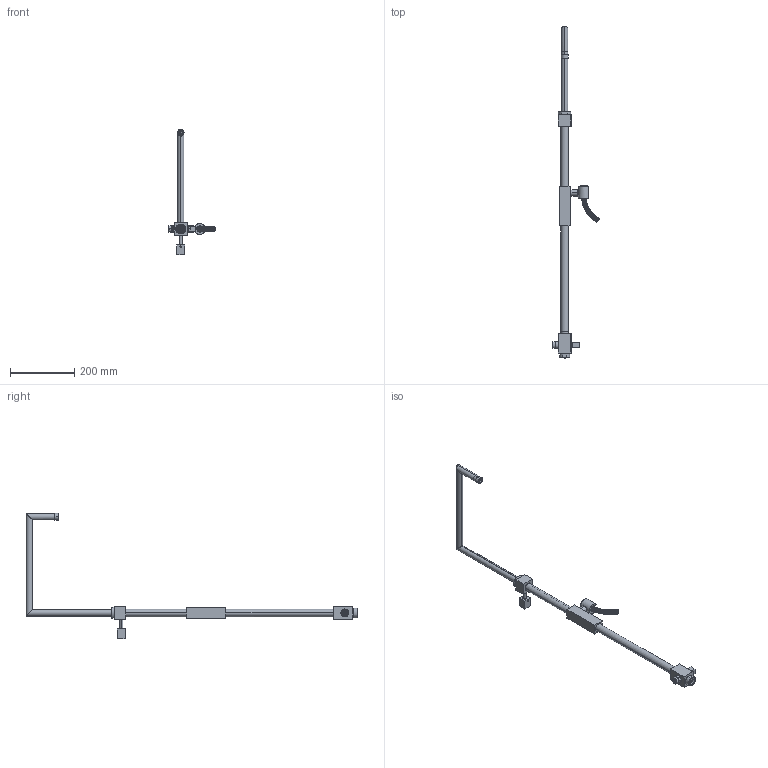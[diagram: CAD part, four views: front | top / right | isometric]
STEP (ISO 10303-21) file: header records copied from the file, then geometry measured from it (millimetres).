
FILE_DESCRIPTION((''),'2;1');
FILE_NAME('ZCOL615CRX','2021-11-11T11:52:29',('ut3'),('PAFFONI SpA'),'CREO PARAMETRIC BY PTC INC, 2020044','CREO PARAMETRIC BY PTC INC, 2020044','');
FILE_SCHEMA(('CONFIG_CONTROL_DESIGN','SHAPE_APPEARANCE_LAYERS_GROUPS'));
Products named in the file (1): ZCOL615CRX
Bounding box: 145.53 x 1035 x 390.5 mm (x, y, z)
Volume: 439065.1 mm3; surface area: 329823.1 mm2
Topology: 8 solids, 11 shells, 816 faces, 1946 edges, 1226 vertices
Faces by surface type: plane 315, cylinder 242, cone 139, torus 74, bspline 46
Entity records: 67322 total; most frequent: CARTESIAN_POINT 42591, DIRECTION 4030, ORIENTED_EDGE 3872, EDGE_CURVE 1936, AXIS2_PLACEMENT_3D 1586, VERTEX_POINT 1225, EDGE_LOOP 945, VECTOR 858
